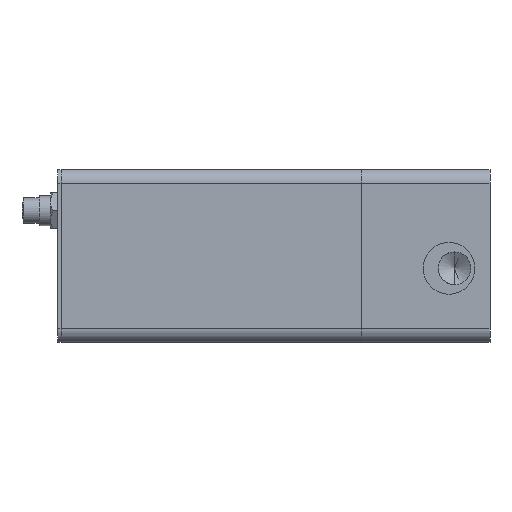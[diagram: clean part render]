
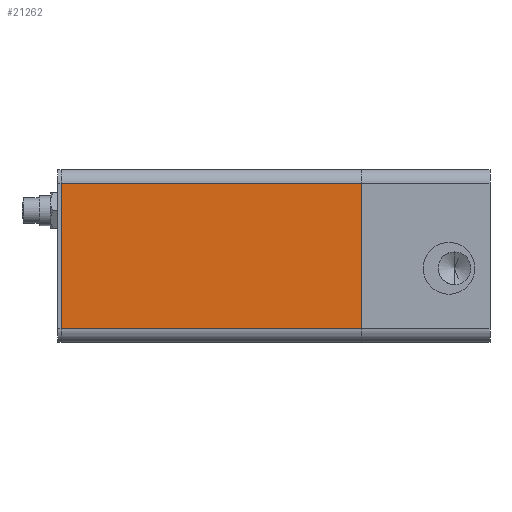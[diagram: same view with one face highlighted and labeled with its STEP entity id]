
A CAD part, left-side view. The second image highlights one B-rep face of the part: STEP entity #21262.
In plain terms, the highlighted planar face has unit normal (-1, 0, 0).
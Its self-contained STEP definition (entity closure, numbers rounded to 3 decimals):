
#45 = EDGE_LOOP ( 'NONE', ( #9698, #8992, #18831, #18542 ) ) ;
#1136 = PLANE ( 'NONE',  #25759 ) ;
#2495 = CARTESIAN_POINT ( 'NONE',  ( -31.6, 110., 26.6 ) ) ;
#2572 = LINE ( 'NONE', #23468, #21371 ) ;
#3335 = DIRECTION ( 'NONE',  ( 0., 0., -1. ) ) ;
#3863 = LINE ( 'NONE', #22438, #19248 ) ;
#4489 = DIRECTION ( 'NONE',  ( 0., -1., 0. ) ) ;
#5501 = VERTEX_POINT ( 'NONE', #25734 ) ;
#6487 = LINE ( 'NONE', #25730, #6835 ) ;
#6835 = VECTOR ( 'NONE', #19467, 1000. ) ;
#7101 = EDGE_CURVE ( 'NONE', #18535, #23001, #2572, .T. ) ;
#7627 = VECTOR ( 'NONE', #18534, 1000. ) ;
#8992 = ORIENTED_EDGE ( 'NONE', *, *, #7101, .F. ) ;
#9698 = ORIENTED_EDGE ( 'NONE', *, *, #10437, .T. ) ;
#10196 = LINE ( 'NONE', #20885, #7627 ) ;
#10437 = EDGE_CURVE ( 'NONE', #13648, #23001, #10196, .T. ) ;
#12525 = EDGE_CURVE ( 'NONE', #5501, #18535, #6487, .T. ) ;
#12703 = CARTESIAN_POINT ( 'NONE',  ( -31.6, 0., 26.6 ) ) ;
#13648 = VERTEX_POINT ( 'NONE', #18298 ) ;
#13962 = EDGE_CURVE ( 'NONE', #5501, #13648, #3863, .T. ) ;
#14227 = DIRECTION ( 'NONE',  ( 1., 0., 0. ) ) ;
#18135 = FACE_OUTER_BOUND ( 'NONE', #45, .T. ) ;
#18298 = CARTESIAN_POINT ( 'NONE',  ( -31.6, 0., -26.6 ) ) ;
#18534 = DIRECTION ( 'NONE',  ( 0., 0., 1. ) ) ;
#18535 = VERTEX_POINT ( 'NONE', #2495 ) ;
#18542 = ORIENTED_EDGE ( 'NONE', *, *, #13962, .T. ) ;
#18831 = ORIENTED_EDGE ( 'NONE', *, *, #12525, .F. ) ;
#19248 = VECTOR ( 'NONE', #22554, 1000. ) ;
#19467 = DIRECTION ( 'NONE',  ( 0., 0., 1. ) ) ;
#20885 = CARTESIAN_POINT ( 'NONE',  ( -31.6, 0., -26.6 ) ) ;
#21262 = ADVANCED_FACE ( 'NONE', ( #18135 ), #1136, .F. ) ;
#21371 = VECTOR ( 'NONE', #4489, 1000. ) ;
#22438 = CARTESIAN_POINT ( 'NONE',  ( -31.6, 110., -26.6 ) ) ;
#22554 = DIRECTION ( 'NONE',  ( 0., -1., 0. ) ) ;
#23001 = VERTEX_POINT ( 'NONE', #12703 ) ;
#23468 = CARTESIAN_POINT ( 'NONE',  ( -31.6, 110., 26.6 ) ) ;
#24673 = CARTESIAN_POINT ( 'NONE',  ( -31.6, 110., -26.6 ) ) ;
#25730 = CARTESIAN_POINT ( 'NONE',  ( -31.6, 110., -26.6 ) ) ;
#25734 = CARTESIAN_POINT ( 'NONE',  ( -31.6, 110., -26.6 ) ) ;
#25759 = AXIS2_PLACEMENT_3D ( 'NONE', #24673, #14227, #3335 ) ;
